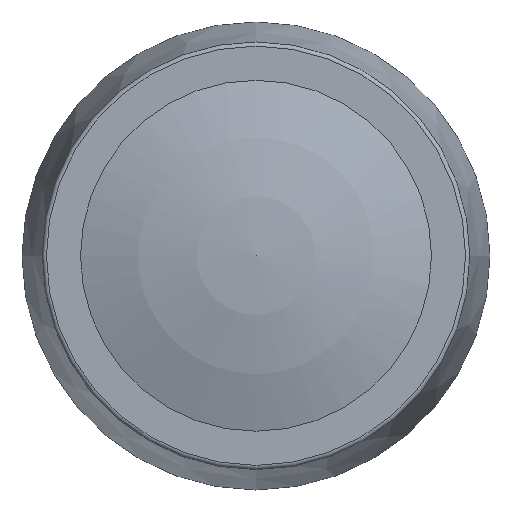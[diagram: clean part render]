
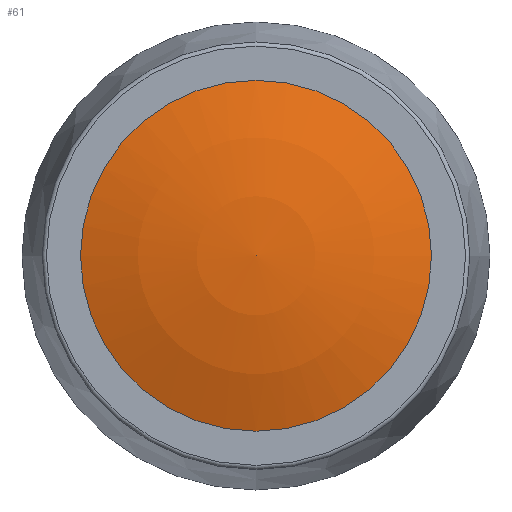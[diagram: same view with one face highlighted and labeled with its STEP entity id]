
A CAD part, top view. The second image highlights one B-rep face of the part: STEP entity #61.
In plain terms, the highlighted spherical face has radius 25 mm.
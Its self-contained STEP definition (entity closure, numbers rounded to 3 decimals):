
#61 = ADVANCED_FACE( '', ( #130 ), #131, .T. );
#130 = FACE_OUTER_BOUND( '', #196, .T. );
#131 = SPHERICAL_SURFACE( '', #197, 25. );
#196 = EDGE_LOOP( '', ( #278 ) );
#197 = AXIS2_PLACEMENT_3D( '', #279, #280, #281 );
#278 = ORIENTED_EDGE( '', *, *, #314, .T. );
#279 = CARTESIAN_POINT( '', ( 0., 0., -11. ) );
#280 = DIRECTION( '', ( 0., 0., 1. ) );
#281 = DIRECTION( '', ( 0., 1., 0. ) );
#314 = EDGE_CURVE( '', #352, #352, #353, .T. );
#352 = VERTEX_POINT( '', #395 );
#353 = CIRCLE( '', #396, 8.249 );
#395 = CARTESIAN_POINT( '', ( 8.249, 0., 12.6 ) );
#396 = AXIS2_PLACEMENT_3D( '', #440, #441, #442 );
#440 = CARTESIAN_POINT( '', ( 0., 0., 12.6 ) );
#441 = DIRECTION( '', ( 0., 0., 1. ) );
#442 = DIRECTION( '', ( 1., 0., 0. ) );
